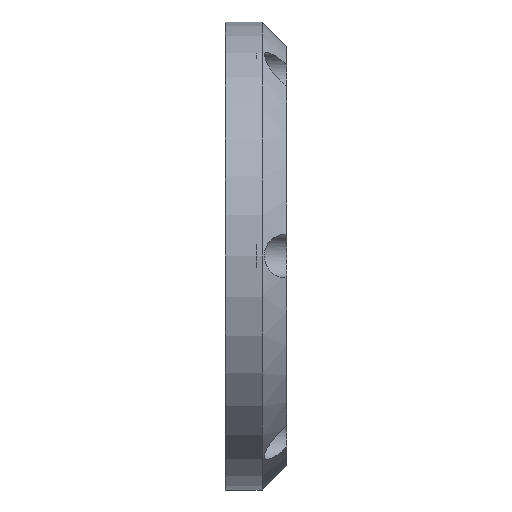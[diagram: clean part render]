
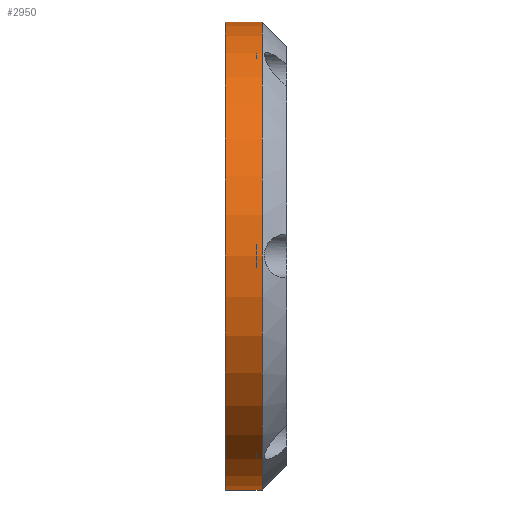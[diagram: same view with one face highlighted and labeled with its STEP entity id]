
A CAD part, front view. The second image highlights one B-rep face of the part: STEP entity #2950.
In plain terms, the highlighted cylindrical face has radius 37.993 mm (diameter 75.986 mm), a partial arc.
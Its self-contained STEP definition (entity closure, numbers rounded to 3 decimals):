
#53 = CARTESIAN_POINT ( 'NONE',  ( 0., -130.43, 56.535 ) ) ;
#209 = CARTESIAN_POINT ( 'NONE',  ( 6., -130.43, 56.535 ) ) ;
#239 = AXIS2_PLACEMENT_3D ( 'NONE', #2055, #3264, #1455 ) ;
#348 = DIRECTION ( 'NONE',  ( -1., 0., 0. ) ) ;
#644 = LINE ( 'NONE', #3080, #3616 ) ;
#645 = CIRCLE ( 'NONE', #2420, 37.993 ) ;
#698 = DIRECTION ( 'NONE',  ( 0., 0., -1. ) ) ;
#710 = EDGE_CURVE ( 'NONE', #2324, #1848, #645, .T. ) ;
#712 = CARTESIAN_POINT ( 'NONE',  ( 0., -130.43, -19.451 ) ) ;
#795 = AXIS2_PLACEMENT_3D ( 'NONE', #1326, #2213, #698 ) ;
#799 = EDGE_LOOP ( 'NONE', ( #955, #1073, #3521, #814 ) ) ;
#814 = ORIENTED_EDGE ( 'NONE', *, *, #710, .F. ) ;
#841 = FACE_OUTER_BOUND ( 'NONE', #799, .T. ) ;
#927 = CIRCLE ( 'NONE', #795, 37.993 ) ;
#938 = EDGE_CURVE ( 'NONE', #2970, #1848, #1638, .T. ) ;
#955 = ORIENTED_EDGE ( 'NONE', *, *, #3553, .F. ) ;
#1073 = ORIENTED_EDGE ( 'NONE', *, *, #2102, .T. ) ;
#1303 = DIRECTION ( 'NONE',  ( -1., 0., 0. ) ) ;
#1326 = CARTESIAN_POINT ( 'NONE',  ( 6., -130.43, 18.542 ) ) ;
#1455 = DIRECTION ( 'NONE',  ( 0., 0., 1. ) ) ;
#1551 = CARTESIAN_POINT ( 'NONE',  ( 0., -130.43, 18.542 ) ) ;
#1638 = LINE ( 'NONE', #2847, #3215 ) ;
#1795 = CYLINDRICAL_SURFACE ( 'NONE', #239, 37.993 ) ;
#1848 = VERTEX_POINT ( 'NONE', #53 ) ;
#2055 = CARTESIAN_POINT ( 'NONE',  ( 117.461, -130.43, 18.542 ) ) ;
#2102 = EDGE_CURVE ( 'NONE', #3859, #2970, #927, .T. ) ;
#2213 = DIRECTION ( 'NONE',  ( -1., 0., 0. ) ) ;
#2324 = VERTEX_POINT ( 'NONE', #712 ) ;
#2420 = AXIS2_PLACEMENT_3D ( 'NONE', #1551, #1303, #2502 ) ;
#2447 = CARTESIAN_POINT ( 'NONE',  ( 6., -130.43, -19.451 ) ) ;
#2502 = DIRECTION ( 'NONE',  ( 0., 0., 1. ) ) ;
#2847 = CARTESIAN_POINT ( 'NONE',  ( 117.461, -130.43, 56.535 ) ) ;
#2950 = ADVANCED_FACE ( 'NONE', ( #841 ), #1795, .T. ) ;
#2970 = VERTEX_POINT ( 'NONE', #209 ) ;
#3080 = CARTESIAN_POINT ( 'NONE',  ( 117.461, -130.43, -19.451 ) ) ;
#3109 = DIRECTION ( 'NONE',  ( -1., 0., 0. ) ) ;
#3215 = VECTOR ( 'NONE', #3109, 1000. ) ;
#3264 = DIRECTION ( 'NONE',  ( -1., 0., 0. ) ) ;
#3521 = ORIENTED_EDGE ( 'NONE', *, *, #938, .T. ) ;
#3553 = EDGE_CURVE ( 'NONE', #3859, #2324, #644, .T. ) ;
#3616 = VECTOR ( 'NONE', #348, 1000. ) ;
#3859 = VERTEX_POINT ( 'NONE', #2447 ) ;
